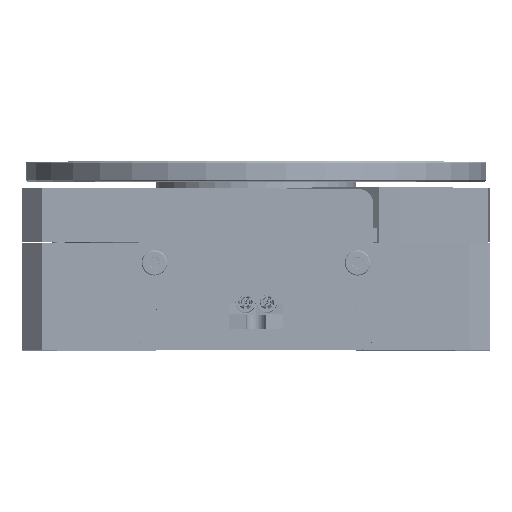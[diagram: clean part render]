
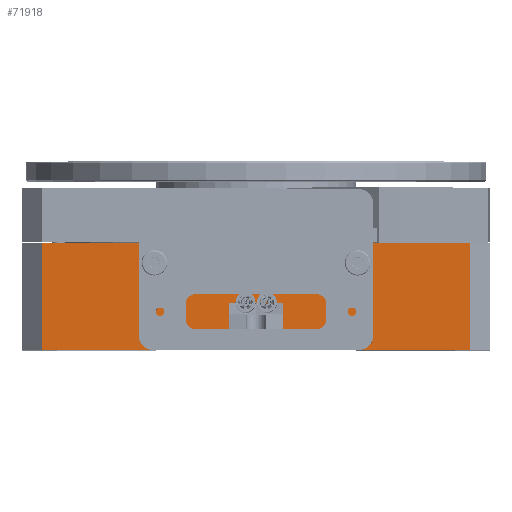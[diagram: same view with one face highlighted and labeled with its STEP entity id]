
A CAD part, top view. The second image highlights one B-rep face of the part: STEP entity #71918.
In plain terms, the highlighted planar face has unit normal (0, 0, 1).
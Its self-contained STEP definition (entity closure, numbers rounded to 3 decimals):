
#646 = VECTOR ( 'NONE', #17442, 1000. ) ;
#851 = DIRECTION ( 'NONE',  ( 0., 0., 1. ) ) ;
#1018 = CARTESIAN_POINT ( 'NONE',  ( -15., 3., 35. ) ) ;
#1877 = EDGE_CURVE ( 'NONE', #52812, #47964, #77474, .T. ) ;
#1971 = EDGE_CURVE ( 'NONE', #4240, #56429, #69366, .T. ) ;
#2262 = CARTESIAN_POINT ( 'NONE',  ( -35., 16., 35. ) ) ;
#2770 = CARTESIAN_POINT ( 'NONE',  ( -15.2, 13., 35. ) ) ;
#2901 = DIRECTION ( 'NONE',  ( 0., 1., 0. ) ) ;
#3286 = LINE ( 'NONE', #51012, #65455 ) ;
#3626 = ORIENTED_EDGE ( 'NONE', *, *, #35207, .F. ) ;
#3688 = ORIENTED_EDGE ( 'NONE', *, *, #73168, .T. ) ;
#3929 = LINE ( 'NONE', #86330, #646 ) ;
#4148 = ORIENTED_EDGE ( 'NONE', *, *, #47653, .F. ) ;
#4240 = VERTEX_POINT ( 'NONE', #33344 ) ;
#4940 = CIRCLE ( 'NONE', #6413, 0.8 ) ;
#5430 = EDGE_LOOP ( 'NONE', ( #14436, #3688, #45962, #43558, #37350, #3626, #32945, #40764, #65681, #23755, #43398, #64222 ) ) ;
#5654 = VECTOR ( 'NONE', #64815, 1000. ) ;
#5663 = CARTESIAN_POINT ( 'NONE',  ( 15.2, 13., 35. ) ) ;
#6413 = AXIS2_PLACEMENT_3D ( 'NONE', #27857, #851, #76064 ) ;
#10485 = CARTESIAN_POINT ( 'NONE',  ( -4., 7., 35. ) ) ;
#13309 = DIRECTION ( 'NONE',  ( 0., 0., 1. ) ) ;
#13944 = DIRECTION ( 'NONE',  ( -1., 0., 0. ) ) ;
#14436 = ORIENTED_EDGE ( 'NONE', *, *, #86550, .T. ) ;
#15879 = VECTOR ( 'NONE', #42354, 1000. ) ;
#17049 = CARTESIAN_POINT ( 'NONE',  ( 32., 16., 35. ) ) ;
#17442 = DIRECTION ( 'NONE',  ( 0., -1., 0. ) ) ;
#18032 = LINE ( 'NONE', #46799, #69974 ) ;
#18111 = CARTESIAN_POINT ( 'NONE',  ( -14.4, 13., 35. ) ) ;
#18333 = DIRECTION ( 'NONE',  ( 1., 0., 0. ) ) ;
#18532 = CARTESIAN_POINT ( 'NONE',  ( 15.2, 13., 35. ) ) ;
#19386 = AXIS2_PLACEMENT_3D ( 'NONE', #18532, #32935, #45953 ) ;
#19768 = CARTESIAN_POINT ( 'NONE',  ( 15., 0., 35. ) ) ;
#19803 = PLANE ( 'NONE',  #79760 ) ;
#20236 = FACE_OUTER_BOUND ( 'NONE', #5430, .T. ) ;
#20687 = CARTESIAN_POINT ( 'NONE',  ( -35., 16., 35. ) ) ;
#21642 = CARTESIAN_POINT ( 'NONE',  ( -15., 0., 35. ) ) ;
#22075 = DIRECTION ( 'NONE',  ( 1., 0., 0. ) ) ;
#22372 = AXIS2_PLACEMENT_3D ( 'NONE', #2770, #30217, #56388 ) ;
#23212 = CARTESIAN_POINT ( 'NONE',  ( 15., 3., 35. ) ) ;
#23473 = EDGE_LOOP ( 'NONE', ( #27924, #4148 ) ) ;
#23618 = LINE ( 'NONE', #31694, #41041 ) ;
#23755 = ORIENTED_EDGE ( 'NONE', *, *, #40292, .T. ) ;
#24048 = EDGE_CURVE ( 'NONE', #29547, #52812, #3286, .T. ) ;
#24141 = CARTESIAN_POINT ( 'NONE',  ( -16., 13., 35. ) ) ;
#24458 = ORIENTED_EDGE ( 'NONE', *, *, #74283, .F. ) ;
#24492 = EDGE_CURVE ( 'NONE', #55443, #45874, #85646, .T. ) ;
#26136 = CARTESIAN_POINT ( 'NONE',  ( 32., 16., 35. ) ) ;
#26207 = CARTESIAN_POINT ( 'NONE',  ( 16., 13., 35. ) ) ;
#26826 = VERTEX_POINT ( 'NONE', #81275 ) ;
#27857 = CARTESIAN_POINT ( 'NONE',  ( -15.2, 13., 35. ) ) ;
#27924 = ORIENTED_EDGE ( 'NONE', *, *, #24492, .F. ) ;
#28390 = CARTESIAN_POINT ( 'NONE',  ( -35., 0., 35. ) ) ;
#28897 = EDGE_CURVE ( 'NONE', #86970, #80133, #18032, .T. ) ;
#29051 = CARTESIAN_POINT ( 'NONE',  ( 32., 0., 35. ) ) ;
#29227 = DIRECTION ( 'NONE',  ( 0., 1., 0. ) ) ;
#29547 = VERTEX_POINT ( 'NONE', #67987 ) ;
#29919 = CARTESIAN_POINT ( 'NONE',  ( -32., 0., 35. ) ) ;
#30217 = DIRECTION ( 'NONE',  ( 0., 0., 1. ) ) ;
#31035 = VERTEX_POINT ( 'NONE', #24141 ) ;
#31694 = CARTESIAN_POINT ( 'NONE',  ( -15., 3., 35. ) ) ;
#32797 = LINE ( 'NONE', #75116, #54224 ) ;
#32935 = DIRECTION ( 'NONE',  ( 0., 0., 1. ) ) ;
#32945 = ORIENTED_EDGE ( 'NONE', *, *, #82368, .F. ) ;
#33344 = CARTESIAN_POINT ( 'NONE',  ( 4., 7., 35. ) ) ;
#33999 = VECTOR ( 'NONE', #22075, 1000. ) ;
#35122 = VERTEX_POINT ( 'NONE', #29051 ) ;
#35207 = EDGE_CURVE ( 'NONE', #73889, #47964, #23618, .T. ) ;
#35422 = VECTOR ( 'NONE', #36473, 1000. ) ;
#36473 = DIRECTION ( 'NONE',  ( -1., 0., 0. ) ) ;
#37350 = ORIENTED_EDGE ( 'NONE', *, *, #1877, .T. ) ;
#38313 = DIRECTION ( 'NONE',  ( 0., -1., 0. ) ) ;
#38459 = CARTESIAN_POINT ( 'NONE',  ( -4., 16., 35. ) ) ;
#40292 = EDGE_CURVE ( 'NONE', #4240, #80133, #32797, .T. ) ;
#40764 = ORIENTED_EDGE ( 'NONE', *, *, #71764, .T. ) ;
#41041 = VECTOR ( 'NONE', #86198, 1000. ) ;
#41653 = DIRECTION ( 'NONE',  ( 1., 0., 0. ) ) ;
#42320 = CARTESIAN_POINT ( 'NONE',  ( -35., 7., 35. ) ) ;
#42354 = DIRECTION ( 'NONE',  ( -1., 0., 0. ) ) ;
#43398 = ORIENTED_EDGE ( 'NONE', *, *, #28897, .F. ) ;
#43558 = ORIENTED_EDGE ( 'NONE', *, *, #24048, .T. ) ;
#44860 = LINE ( 'NONE', #57537, #67865 ) ;
#45874 = VERTEX_POINT ( 'NONE', #87364 ) ;
#45953 = DIRECTION ( 'NONE',  ( 1., 0., 0. ) ) ;
#45962 = ORIENTED_EDGE ( 'NONE', *, *, #80389, .F. ) ;
#46625 = VECTOR ( 'NONE', #2901, 1000. ) ;
#46798 = AXIS2_PLACEMENT_3D ( 'NONE', #5663, #13309, #41653 ) ;
#46799 = CARTESIAN_POINT ( 'NONE',  ( 15., 3., 35. ) ) ;
#46872 = VERTEX_POINT ( 'NONE', #26136 ) ;
#47231 = DIRECTION ( 'NONE',  ( 0., 0., -1. ) ) ;
#47520 = CARTESIAN_POINT ( 'NONE',  ( 4., 3., 35. ) ) ;
#47653 = EDGE_CURVE ( 'NONE', #45874, #55443, #76939, .T. ) ;
#47964 = VERTEX_POINT ( 'NONE', #21642 ) ;
#51012 = CARTESIAN_POINT ( 'NONE',  ( -32., 16., 35. ) ) ;
#51458 = DIRECTION ( 'NONE',  ( 0., -1., 0. ) ) ;
#51527 = VERTEX_POINT ( 'NONE', #19768 ) ;
#52812 = VERTEX_POINT ( 'NONE', #29919 ) ;
#53917 = VECTOR ( 'NONE', #29227, 1000. ) ;
#54224 = VECTOR ( 'NONE', #38313, 1000. ) ;
#54895 = ORIENTED_EDGE ( 'NONE', *, *, #70679, .F. ) ;
#54909 = FACE_BOUND ( 'NONE', #71412, .T. ) ;
#55213 = VERTEX_POINT ( 'NONE', #18111 ) ;
#55443 = VERTEX_POINT ( 'NONE', #26207 ) ;
#56388 = DIRECTION ( 'NONE',  ( 1., 0., 0. ) ) ;
#56429 = VERTEX_POINT ( 'NONE', #10485 ) ;
#57537 = CARTESIAN_POINT ( 'NONE',  ( -35., 0., 35. ) ) ;
#61177 = CIRCLE ( 'NONE', #22372, 0.8 ) ;
#63094 = LINE ( 'NONE', #76612, #15879 ) ;
#63457 = LINE ( 'NONE', #17049, #53917 ) ;
#64222 = ORIENTED_EDGE ( 'NONE', *, *, #71192, .T. ) ;
#64815 = DIRECTION ( 'NONE',  ( 1., 0., 0. ) ) ;
#65455 = VECTOR ( 'NONE', #51458, 1000. ) ;
#65681 = ORIENTED_EDGE ( 'NONE', *, *, #1971, .F. ) ;
#67865 = VECTOR ( 'NONE', #18333, 1000. ) ;
#67987 = CARTESIAN_POINT ( 'NONE',  ( -32., 16., 35. ) ) ;
#69366 = LINE ( 'NONE', #42320, #35422 ) ;
#69974 = VECTOR ( 'NONE', #73857, 1000. ) ;
#70679 = EDGE_CURVE ( 'NONE', #55213, #31035, #4940, .T. ) ;
#71192 = EDGE_CURVE ( 'NONE', #86970, #51527, #3929, .T. ) ;
#71412 = EDGE_LOOP ( 'NONE', ( #54895, #24458 ) ) ;
#71764 = EDGE_CURVE ( 'NONE', #26826, #56429, #85304, .T. ) ;
#71918 = ADVANCED_FACE ( 'NONE', ( #20236, #54909, #82384 ), #19803, .F. ) ;
#73168 = EDGE_CURVE ( 'NONE', #35122, #46872, #63457, .T. ) ;
#73857 = DIRECTION ( 'NONE',  ( -1., 0., 0. ) ) ;
#73889 = VERTEX_POINT ( 'NONE', #1018 ) ;
#74283 = EDGE_CURVE ( 'NONE', #31035, #55213, #61177, .T. ) ;
#75116 = CARTESIAN_POINT ( 'NONE',  ( 4., 16., 35. ) ) ;
#76064 = DIRECTION ( 'NONE',  ( 1., 0., 0. ) ) ;
#76612 = CARTESIAN_POINT ( 'NONE',  ( 15., 3., 35. ) ) ;
#76939 = CIRCLE ( 'NONE', #19386, 0.8 ) ;
#77031 = LINE ( 'NONE', #2262, #5654 ) ;
#77474 = LINE ( 'NONE', #28390, #33999 ) ;
#79760 = AXIS2_PLACEMENT_3D ( 'NONE', #20687, #47231, #13944 ) ;
#80133 = VERTEX_POINT ( 'NONE', #47520 ) ;
#80389 = EDGE_CURVE ( 'NONE', #29547, #46872, #77031, .T. ) ;
#81275 = CARTESIAN_POINT ( 'NONE',  ( -4., 3., 35. ) ) ;
#82368 = EDGE_CURVE ( 'NONE', #26826, #73889, #63094, .T. ) ;
#82384 = FACE_BOUND ( 'NONE', #23473, .T. ) ;
#85304 = LINE ( 'NONE', #38459, #46625 ) ;
#85646 = CIRCLE ( 'NONE', #46798, 0.8 ) ;
#86198 = DIRECTION ( 'NONE',  ( 0., -1., 0. ) ) ;
#86330 = CARTESIAN_POINT ( 'NONE',  ( 15., 3., 35. ) ) ;
#86550 = EDGE_CURVE ( 'NONE', #51527, #35122, #44860, .T. ) ;
#86970 = VERTEX_POINT ( 'NONE', #23212 ) ;
#87364 = CARTESIAN_POINT ( 'NONE',  ( 14.4, 13., 35. ) ) ;
